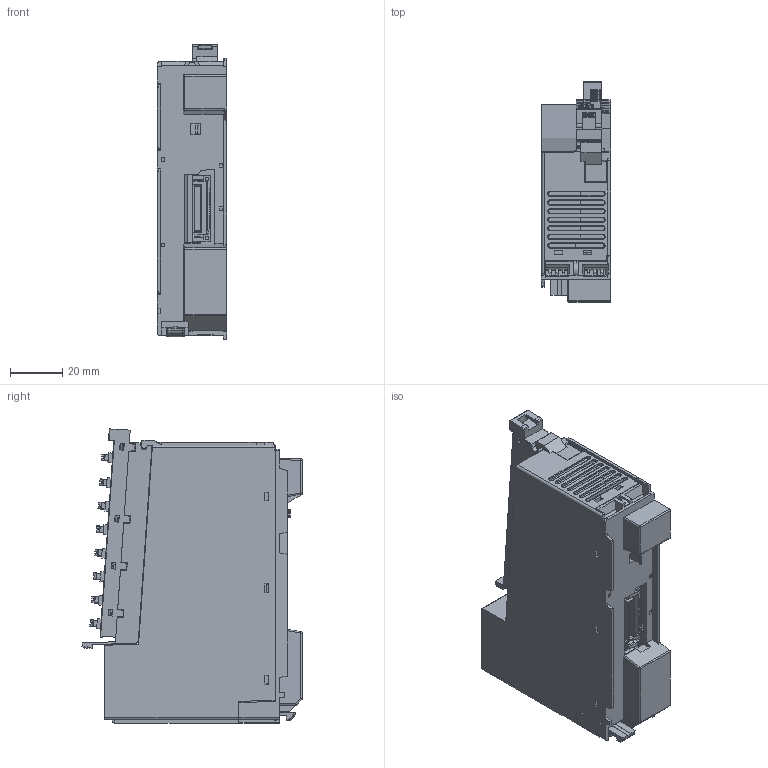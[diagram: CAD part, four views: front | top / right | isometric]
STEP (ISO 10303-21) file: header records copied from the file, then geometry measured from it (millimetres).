
FILE_DESCRIPTION((''),'2;1');
FILE_NAME('EXTERIOR_ADP','2025-01-03T14:11:34',('athul.vasudevan'),(''),'CREO PARAMETRIC BY PTC INC, 2023352','CREO PARAMETRIC BY PTC INC, 2023352','');
FILE_SCHEMA(('CONFIG_CONTROL_DESIGN'));
Products named in the file (1): EXTERIOR_ADP
Bounding box: 26.4 x 84.14 x 112.45 mm (x, y, z)
Surface area: 41975.4 mm2 (no closed solid volume)
Topology: 0 solids, 48 shells, 1864 faces, 7421 edges, 5381 vertices
Faces by surface type: plane 1238, cylinder 429, cone 69, bspline 58, torus 43, sphere 27
Entity records: 80116 total; most frequent: CARTESIAN_POINT 20787, ORIENTED_EDGE 11515, DIRECTION 11364, EDGE_CURVE 7395, VECTOR 5612, LINE 5612, VERTEX_POINT 5376, AXIS2_PLACEMENT_3D 2876
